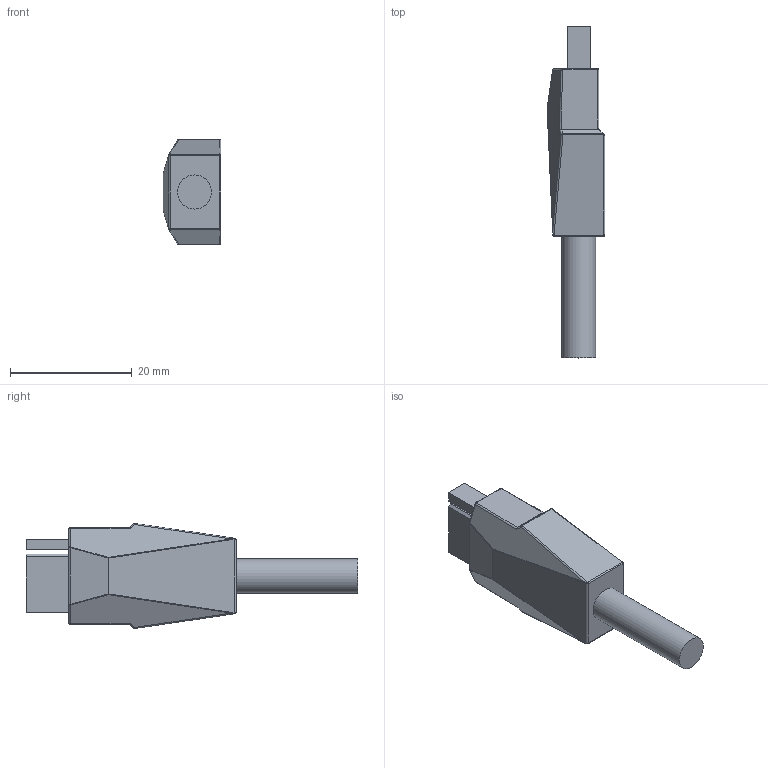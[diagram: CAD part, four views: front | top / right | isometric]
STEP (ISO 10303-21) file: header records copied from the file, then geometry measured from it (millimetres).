
FILE_DESCRIPTION(/* description */ (''),/* implementation_level */ '2;1');
FILE_NAME(/* name */ 'BTT CANBUS XT30 V2 - THICKER.step',/* time_stamp */ '2023-12-06T23:23:33+01:00',/* author */ (''),/* organization */ (''),/* preprocessor_version */ 'ST-DEVELOPER v20',/* originating_system */ 'Autodesk Translation Framework v12.14.0.127',/* authorisation */ '');
FILE_SCHEMA (('AUTOMOTIVE_DESIGN { 1 0 10303 214 3 1 1 }'));
Length unit declared in the file: millimetre
Products named in the file (1): BTT CANBUS XT30 V2 - THICKER
Bounding box: 9.5 x 54.5 x 17.28 mm (x, y, z)
Volume: 4207.5 mm3; surface area: 2260.7 mm2
Topology: 2 solids, 2 shells, 98 faces, 222 edges, 128 vertices
Faces by surface type: cylinder 36, plane 33, bspline 23, sphere 6
Full cylindrical faces by diameter (mm): 0.9 x2, 2 x2, 5.6 x1
Entity records: 3144 total; most frequent: CARTESIAN_POINT 935, DIRECTION 455, ORIENTED_EDGE 432, EDGE_CURVE 216, AXIS2_PLACEMENT_3D 178, VERTEX_POINT 128, EDGE_LOOP 104, LINE 99
